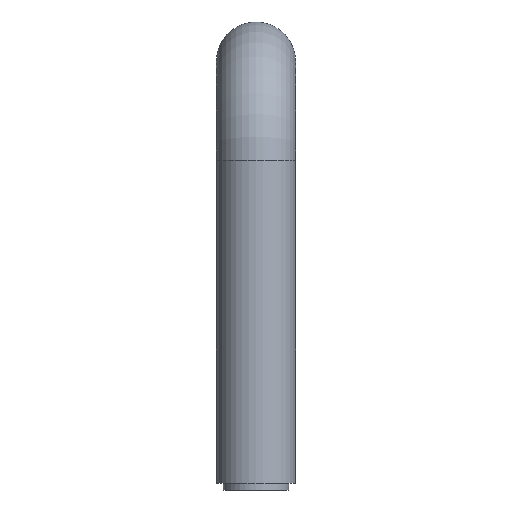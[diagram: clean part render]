
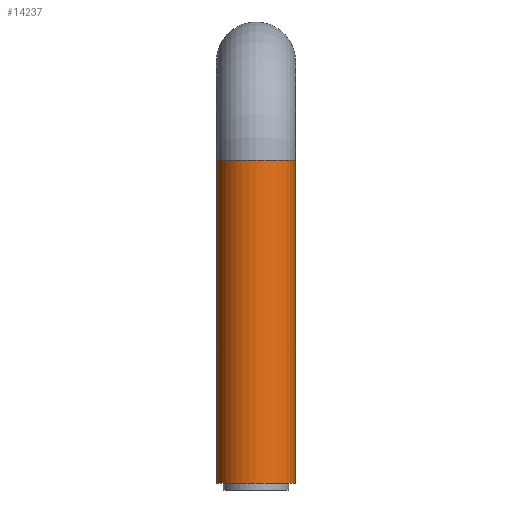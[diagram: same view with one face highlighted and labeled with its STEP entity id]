
A CAD part, front view. The second image highlights one B-rep face of the part: STEP entity #14237.
In plain terms, the highlighted cylindrical face has radius 6 mm (diameter 12 mm), a full revolution.
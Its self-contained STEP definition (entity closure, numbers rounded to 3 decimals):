
#294 = AXIS2_PLACEMENT_3D ( 'NONE', #4591, #5758, #15140 ) ;
#1077 = CARTESIAN_POINT ( 'NONE',  ( 0., 0., 1. ) ) ;
#1324 = EDGE_CURVE ( 'NONE', #13946, #13946, #12576, .T. ) ;
#1632 = CARTESIAN_POINT ( 'NONE',  ( 6., 0., 50. ) ) ;
#2904 = CYLINDRICAL_SURFACE ( 'NONE', #13575, 6. ) ;
#4591 = CARTESIAN_POINT ( 'NONE',  ( 0., 0., 50. ) ) ;
#5758 = DIRECTION ( 'NONE',  ( 0., 0., 1. ) ) ;
#6024 = AXIS2_PLACEMENT_3D ( 'NONE', #1077, #6944, #7036 ) ;
#6944 = DIRECTION ( 'NONE',  ( 0., 0., -1. ) ) ;
#7036 = DIRECTION ( 'NONE',  ( 0., 1., 0. ) ) ;
#7834 = FACE_OUTER_BOUND ( 'NONE', #14037, .T. ) ;
#8745 = EDGE_CURVE ( 'NONE', #10464, #10464, #14862, .T. ) ;
#9393 = EDGE_LOOP ( 'NONE', ( #10774 ) ) ;
#10464 = VERTEX_POINT ( 'NONE', #13452 ) ;
#10774 = ORIENTED_EDGE ( 'NONE', *, *, #1324, .F. ) ;
#11897 = CARTESIAN_POINT ( 'NONE',  ( 0., 0., 50. ) ) ;
#11951 = DIRECTION ( 'NONE',  ( 0., 0., -1. ) ) ;
#12514 = ORIENTED_EDGE ( 'NONE', *, *, #8745, .F. ) ;
#12576 = CIRCLE ( 'NONE', #294, 6. ) ;
#13452 = CARTESIAN_POINT ( 'NONE',  ( 0., 6., 1. ) ) ;
#13575 = AXIS2_PLACEMENT_3D ( 'NONE', #11897, #11951, #14578 ) ;
#13946 = VERTEX_POINT ( 'NONE', #1632 ) ;
#14037 = EDGE_LOOP ( 'NONE', ( #12514 ) ) ;
#14237 = ADVANCED_FACE ( 'NONE', ( #7834, #14446 ), #2904, .T. ) ;
#14446 = FACE_OUTER_BOUND ( 'NONE', #9393, .T. ) ;
#14578 = DIRECTION ( 'NONE',  ( 0., 1., 0. ) ) ;
#14862 = CIRCLE ( 'NONE', #6024, 6. ) ;
#15140 = DIRECTION ( 'NONE',  ( 1., 0., 0. ) ) ;
